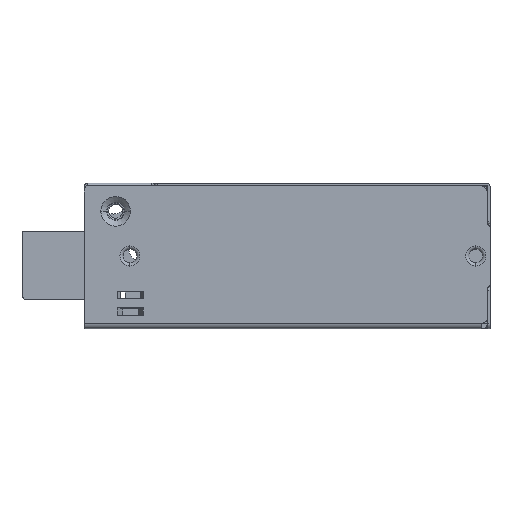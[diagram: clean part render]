
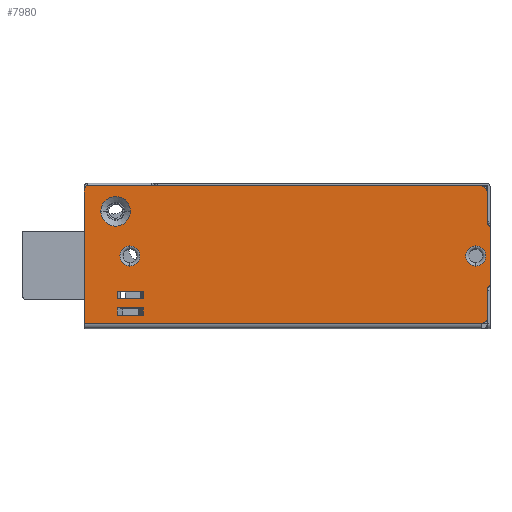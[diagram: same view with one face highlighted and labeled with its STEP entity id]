
A CAD part, front view. The second image highlights one B-rep face of the part: STEP entity #7980.
In plain terms, the highlighted planar face has unit normal (0, -1, 0).
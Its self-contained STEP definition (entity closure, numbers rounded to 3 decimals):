
#5640=CARTESIAN_POINT('',(9.86,44.812,-6.41))
;
#5650=VERTEX_POINT('',#5640);
#5680=CARTESIAN_POINT('',(7.01,44.812,-6.41))
;
#5690=DIRECTION('',(0.,1.,0.));
#5700=DIRECTION('',(-1.,0.,0.));
#5710=AXIS2_PLACEMENT_3D('',#5680,#5690,#5700);
#5720=CIRCLE('',#5710,2.85);
#5730=CARTESIAN_POINT('',(4.16,44.812,-6.41))
;
#5740=VERTEX_POINT('',#5730);
#5750=EDGE_CURVE('',#5650,#5740,#5720,.T.);
#5870=CARTESIAN_POINT('',(59.096,44.812,-77.942))
;
#5880=DIRECTION('',(-0.,-1.,-0.));
#5890=DIRECTION('',(-1.,0.,0.));
#5900=AXIS2_PLACEMENT_3D('',#5870,#5880,#5890);
#5910=PLANE('',#5900);
#5920=CARTESIAN_POINT('',(9.76,44.812,-15.));
#5930=DIRECTION('',(0.,-1.,0.));
#5940=DIRECTION('',(0.,0.,1.));
#5950=AXIS2_PLACEMENT_3D('',#5920,#5930,#5940);
#5960=CIRCLE('',#5950,1.925);
#5970=CARTESIAN_POINT('',(9.76,44.812,-13.075));
#5980=VERTEX_POINT('',#5970);
#5990=CARTESIAN_POINT('',(9.76,44.812,-16.925));
#6000=VERTEX_POINT('',#5990);
#6010=EDGE_CURVE('',#5980,#6000,#5960,.T.);
#6020=ORIENTED_EDGE('',*,*,#6010,.F.);
#6030=EDGE_CURVE('',#6000,#5980,#5960,.T.);
#6040=ORIENTED_EDGE('',*,*,#6030,.F.);
#6050=EDGE_LOOP('',(#6040,#6020));
#6060=FACE_BOUND('',#6050,.T.);
#6070=CARTESIAN_POINT('',(-1.,44.812,-26.38));
#6080=DIRECTION('',(1.,0.,0.));
#6090=VECTOR('',#6080,1.);
#6100=LINE('',#6070,#6090);
#6110=CARTESIAN_POINT('',(7.36,44.812,-26.38))
;
#6120=VERTEX_POINT('',#6110);
#6130=CARTESIAN_POINT('',(12.36,44.812,-26.38))
;
#6140=VERTEX_POINT('',#6130);
#6150=EDGE_CURVE('',#6120,#6140,#6100,.T.);
#6160=ORIENTED_EDGE('',*,*,#6150,.F.);
#6170=CARTESIAN_POINT('',(12.36,44.812,0.));
#6180=DIRECTION('',(0.,0.,-1.));
#6190=VECTOR('',#6180,1.);
#6200=LINE('',#6170,#6190);
#6210=CARTESIAN_POINT('',(12.36,44.812,-24.98))
;
#6220=VERTEX_POINT('',#6210);
#6230=EDGE_CURVE('',#6220,#6140,#6200,.T.);
#6240=ORIENTED_EDGE('',*,*,#6230,.T.);
#6250=CARTESIAN_POINT('',(-1.,44.812,-24.98));
#6260=DIRECTION('',(-1.,0.,0.));
#6270=VECTOR('',#6260,1.);
#6280=LINE('',#6250,#6270);
#6290=CARTESIAN_POINT('',(7.36,44.812,-24.98))
;
#6300=VERTEX_POINT('',#6290);
#6310=EDGE_CURVE('',#6220,#6300,#6280,.T.);
#6320=ORIENTED_EDGE('',*,*,#6310,.F.);
#6330=CARTESIAN_POINT('',(7.36,44.812,0.));
#6340=DIRECTION('',(0.,0.,1.));
#6350=VECTOR('',#6340,1.);
#6360=LINE('',#6330,#6350);
#6370=EDGE_CURVE('',#6120,#6300,#6360,.T.);
#6380=ORIENTED_EDGE('',*,*,#6370,.T.);
#6390=EDGE_LOOP('',(#6380,#6320,#6240,#6160));
#6400=FACE_BOUND('',#6390,.T.);
#6410=CARTESIAN_POINT('',(-1.,44.812,-21.8));
#6420=DIRECTION('',(-1.,0.,0.));
#6430=VECTOR('',#6420,1.);
#6440=LINE('',#6410,#6430);
#6450=CARTESIAN_POINT('',(12.36,44.812,-21.8))
;
#6460=VERTEX_POINT('',#6450);
#6470=CARTESIAN_POINT('',(7.36,44.812,-21.8))
;
#6480=VERTEX_POINT('',#6470);
#6490=EDGE_CURVE('',#6460,#6480,#6440,.T.);
#6500=ORIENTED_EDGE('',*,*,#6490,.F.);
#6510=CARTESIAN_POINT('',(7.36,44.812,0.));
#6520=DIRECTION('',(0.,0.,1.));
#6530=VECTOR('',#6520,1.);
#6540=LINE('',#6510,#6530);
#6550=CARTESIAN_POINT('',(7.36,44.812,-23.2))
;
#6560=VERTEX_POINT('',#6550);
#6570=EDGE_CURVE('',#6560,#6480,#6540,.T.);
#6580=ORIENTED_EDGE('',*,*,#6570,.T.);
#6590=CARTESIAN_POINT('',(-1.,44.812,-23.2));
#6600=DIRECTION('',(1.,0.,0.));
#6610=VECTOR('',#6600,1.);
#6620=LINE('',#6590,#6610);
#6630=CARTESIAN_POINT('',(12.36,44.812,-23.2))
;
#6640=VERTEX_POINT('',#6630);
#6650=EDGE_CURVE('',#6560,#6640,#6620,.T.);
#6660=ORIENTED_EDGE('',*,*,#6650,.F.);
#6670=CARTESIAN_POINT('',(12.36,44.812,0.));
#6680=DIRECTION('',(0.,0.,-1.));
#6690=VECTOR('',#6680,1.);
#6700=LINE('',#6670,#6690);
#6710=EDGE_CURVE('',#6460,#6640,#6700,.T.);
#6720=ORIENTED_EDGE('',*,*,#6710,.T.);
#6730=EDGE_LOOP('',(#6720,#6660,#6580,#6500));
#6740=FACE_BOUND('',#6730,.T.);
#6750=EDGE_CURVE('',#5740,#5650,#5720,.T.);
#6760=ORIENTED_EDGE('',*,*,#6750,.T.);
#6770=ORIENTED_EDGE('',*,*,#5750,.T.);
#6780=EDGE_LOOP('',(#6770,#6760));
#6790=FACE_BOUND('',#6780,.T.);
#6800=CARTESIAN_POINT('',(76.26,44.812,-15.));
#6810=DIRECTION('',(0.,-1.,0.));
#6820=DIRECTION('',(0.,0.,1.));
#6830=AXIS2_PLACEMENT_3D('',#6800,#6810,#6820);
#6840=CIRCLE('',#6830,1.925);
#6850=CARTESIAN_POINT('',(76.26,44.812,-13.075));
#6860=VERTEX_POINT('',#6850);
#6870=CARTESIAN_POINT('',(76.26,44.812,-16.925));
#6880=VERTEX_POINT('',#6870);
#6890=EDGE_CURVE('',#6860,#6880,#6840,.T.);
#6900=ORIENTED_EDGE('',*,*,#6890,.F.);
#6910=EDGE_CURVE('',#6880,#6860,#6840,.T.);
#6920=ORIENTED_EDGE('',*,*,#6910,.F.);
#6930=EDGE_LOOP('',(#6920,#6900));
#6940=FACE_BOUND('',#6930,.T.);
#6950=CARTESIAN_POINT('',(1.01,44.812,0.));
#6960=DIRECTION('',(0.,0.,-1.));
#6970=VECTOR('',#6960,1.);
#6980=LINE('',#6950,#6970);
#6990=CARTESIAN_POINT('',(1.01,44.812,-2.5));
#7000=VERTEX_POINT('',#6990);
#7010=CARTESIAN_POINT('',(1.01,44.812,-27.9));
#7020=VERTEX_POINT('',#7010);
#7030=EDGE_CURVE('',#7000,#7020,#6980,.T.);
#7040=ORIENTED_EDGE('',*,*,#7030,.T.);
#7050=CARTESIAN_POINT('',(2.51,44.812,-2.5));
#7060=DIRECTION('',(0.,-1.,0.));
#7070=DIRECTION('',(1.,0.,0.));
#7080=AXIS2_PLACEMENT_3D('',#7050,#7060,#7070);
#7090=CIRCLE('',#7080,1.5);
#7100=CARTESIAN_POINT('',(1.392,44.812,-1.5));
#7110=VERTEX_POINT('',#7100);
#7120=EDGE_CURVE('',#7110,#7000,#7090,.T.);
#7130=ORIENTED_EDGE('',*,*,#7120,.T.);
#7140=CARTESIAN_POINT('',(-1.,44.812,-1.5));
#7150=DIRECTION('',(-1.,0.,0.));
#7160=VECTOR('',#7150,1.);
#7170=LINE('',#7140,#7160);
#7180=CARTESIAN_POINT('',(77.01,44.812,-1.5));
#7190=VERTEX_POINT('',#7180);
#7200=EDGE_CURVE('',#7190,#7110,#7170,.T.);
#7210=ORIENTED_EDGE('',*,*,#7200,.T.);
#7220=CARTESIAN_POINT('',(77.01,44.812,-3.));
#7230=DIRECTION('',(0.,-1.,0.));
#7240=DIRECTION('',(1.,0.,0.));
#7250=AXIS2_PLACEMENT_3D('',#7220,#7230,#7240);
#7260=CIRCLE('',#7250,1.5);
#7270=CARTESIAN_POINT('',(78.51,44.812,-3.));
#7280=VERTEX_POINT('',#7270);
#7290=EDGE_CURVE('',#7280,#7190,#7260,.T.);
#7300=ORIENTED_EDGE('',*,*,#7290,.T.);
#7310=CARTESIAN_POINT('',(78.51,44.812,0.));
#7320=DIRECTION('',(0.,0.,1.));
#7330=VECTOR('',#7320,1.);
#7340=LINE('',#7310,#7330);
#7350=CARTESIAN_POINT('',(78.51,44.812,-9.));
#7360=VERTEX_POINT('',#7350);
#7370=EDGE_CURVE('',#7360,#7280,#7340,.T.);
#7380=ORIENTED_EDGE('',*,*,#7370,.T.);
#7390=CARTESIAN_POINT('',(78.51,44.812,-9.5));
#7400=DIRECTION('',(0.,-1.,0.));
#7410=DIRECTION('',(-1.,0.,0.));
#7420=AXIS2_PLACEMENT_3D('',#7390,#7400,#7410);
#7430=CIRCLE('',#7420,0.5);
#7440=CARTESIAN_POINT('',(79.01,44.812,-9.5));
#7450=VERTEX_POINT('',#7440);
#7460=EDGE_CURVE('',#7450,#7360,#7430,.T.);
#7470=ORIENTED_EDGE('',*,*,#7460,.T.);
#7480=CARTESIAN_POINT('',(79.01,44.812,0.));
#7490=DIRECTION('',(0.,0.,1.));
#7500=VECTOR('',#7490,1.);
#7510=LINE('',#7480,#7500);
#7520=CARTESIAN_POINT('',(79.01,44.812,-20.5));
#7530=VERTEX_POINT('',#7520);
#7540=EDGE_CURVE('',#7530,#7450,#7510,.T.);
#7550=ORIENTED_EDGE('',*,*,#7540,.T.);
#7560=CARTESIAN_POINT('',(78.51,44.812,-20.5));
#7570=DIRECTION('',(0.,1.,0.));
#7580=DIRECTION('',(1.,0.,0.));
#7590=AXIS2_PLACEMENT_3D('',#7560,#7570,#7580);
#7600=CIRCLE('',#7590,0.5);
#7610=CARTESIAN_POINT('',(78.51,44.812,-21.));
#7620=VERTEX_POINT('',#7610);
#7630=EDGE_CURVE('',#7530,#7620,#7600,.T.);
#7640=ORIENTED_EDGE('',*,*,#7630,.F.);
#7650=CARTESIAN_POINT('',(78.51,44.812,0.));
#7660=DIRECTION('',(0.,0.,1.));
#7670=VECTOR('',#7660,1.);
#7680=LINE('',#7650,#7670);
#7690=CARTESIAN_POINT('',(78.51,44.812,-26.9));
#7700=VERTEX_POINT('',#7690);
#7710=EDGE_CURVE('',#7700,#7620,#7680,.T.);
#7720=ORIENTED_EDGE('',*,*,#7710,.T.);
#7730=CARTESIAN_POINT('',(77.51,44.812,-26.9));
#7740=DIRECTION('',(0.,-1.,0.));
#7750=DIRECTION('',(1.,0.,0.));
#7760=AXIS2_PLACEMENT_3D('',#7730,#7740,#7750);
#7770=CIRCLE('',#7760,1.);
#7780=CARTESIAN_POINT('',(77.51,44.812,-27.9));
#7790=VERTEX_POINT('',#7780);
#7800=EDGE_CURVE('',#7790,#7700,#7770,.T.);
#7810=ORIENTED_EDGE('',*,*,#7800,.T.);
#7820=CARTESIAN_POINT('',(-1.,44.812,-27.9));
#7830=DIRECTION('',(1.,0.,0.));
#7840=VECTOR('',#7830,1.);
#7850=LINE('',#7820,#7840);
#7860=CARTESIAN_POINT('',(77.41,44.812,-27.9));
#7870=VERTEX_POINT('',#7860);
#7880=EDGE_CURVE('',#7870,#7790,#7850,.T.);
#7890=ORIENTED_EDGE('',*,*,#7880,.T.);
#7900=CARTESIAN_POINT('',(0.,44.812,-27.9));
#7910=DIRECTION('',(1.,0.,0.));
#7920=VECTOR('',#7910,1.);
#7930=LINE('',#7900,#7920);
#7940=EDGE_CURVE('',#7020,#7870,#7930,.T.);
#7950=ORIENTED_EDGE('',*,*,#7940,.T.);
#7960=EDGE_LOOP('',(#7950,#7890,#7810,#7720,#7640,#7550,#7470,#7380,
#7300,#7210,#7130,#7040));
#7970=FACE_OUTER_BOUND('',#7960,.T.);
#7980=ADVANCED_FACE('',(#6060,#6400,#6740,#6790,#6940,#7970),#5910,.T.);
